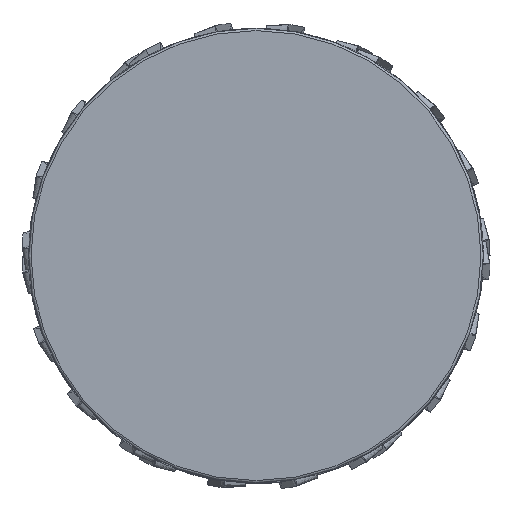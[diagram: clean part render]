
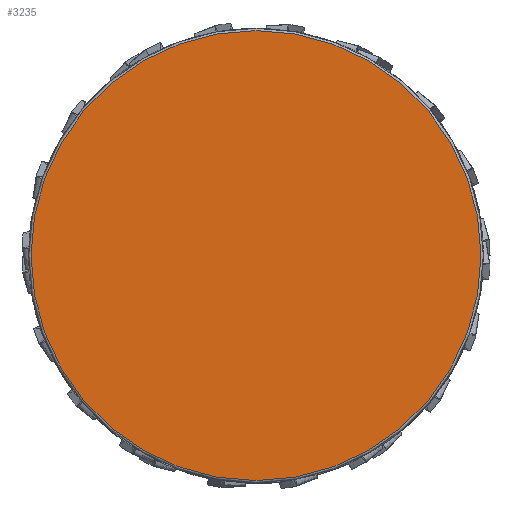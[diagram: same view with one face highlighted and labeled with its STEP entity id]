
A CAD part, top view. The second image highlights one B-rep face of the part: STEP entity #3235.
In plain terms, the highlighted planar face has unit normal (0, 0, 1).
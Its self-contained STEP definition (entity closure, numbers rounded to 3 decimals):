
#1195=PLANE('',#13662);
#3235=ADVANCED_FACE('CLONE_TP_FACE',(#4066),#1195,.T.);
#4066=FACE_OUTER_BOUND('',#4582,.T.);
#4582=EDGE_LOOP('',(#6502));
#6502=ORIENTED_EDGE('',*,*,#11305,.T.);
#9917=VERTEX_POINT('',#20712);
#11305=EDGE_CURVE('',#9917,#9917,#12911,.T.);
#12911=CIRCLE('',#13628,48.84);
#13628=AXIS2_PLACEMENT_3D('',#20711,#15515,#15516);
#13662=AXIS2_PLACEMENT_3D('',#21205,#15585,#15586);
#15515=DIRECTION('',(0.,0.,1.));
#15516=DIRECTION('',(1.,0.,0.));
#15585=DIRECTION('',(0.,0.,1.));
#15586=DIRECTION('',(1.,0.,0.));
#20711=CARTESIAN_POINT('',(0.,0.,0.));
#20712=CARTESIAN_POINT('',(48.84,0.,0.));
#21205=CARTESIAN_POINT('',(0.,-19.056,0.));
